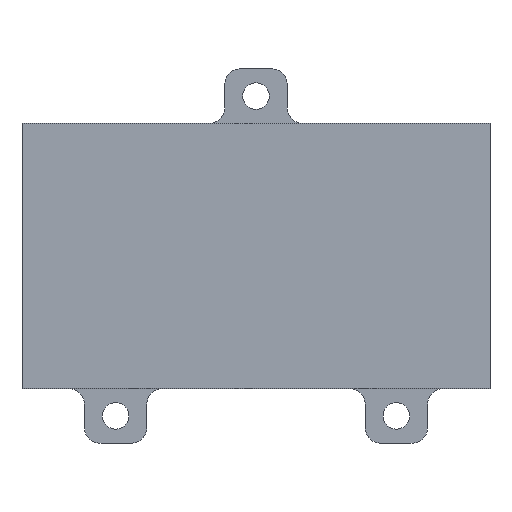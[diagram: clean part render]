
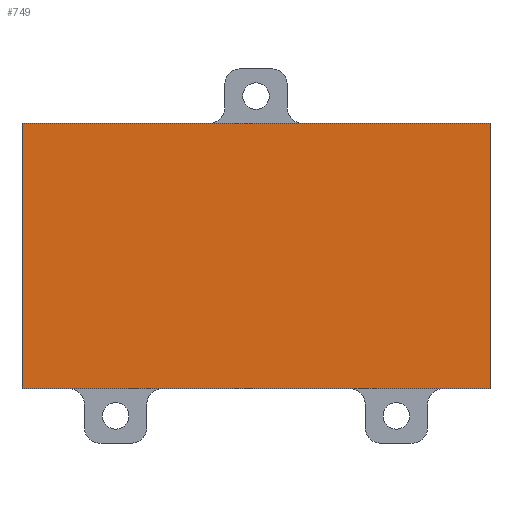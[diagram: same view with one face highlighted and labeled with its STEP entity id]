
A CAD part, top view. The second image highlights one B-rep face of the part: STEP entity #749.
In plain terms, the highlighted planar face has unit normal (0, 0, 1).
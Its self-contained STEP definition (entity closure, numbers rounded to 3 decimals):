
#332 = CARTESIAN_POINT ( 'NONE',  ( 37.235, -21.647, 25.5 ) ) ;
#479 = DIRECTION ( 'NONE',  ( 0., -1., 0. ) ) ;
#485 = LINE ( 'NONE', #332, #2539 ) ;
#547 = EDGE_CURVE ( 'NONE', #1345, #2562, #2205, .T. ) ;
#648 = CARTESIAN_POINT ( 'NONE',  ( 37.235, -21.647, 25.5 ) ) ;
#712 = ORIENTED_EDGE ( 'NONE', *, *, #1639, .T. ) ;
#744 = LINE ( 'NONE', #1870, #2002 ) ;
#749 = ADVANCED_FACE ( 'NONE', ( #1725 ), #1124, .T. ) ;
#807 = CARTESIAN_POINT ( 'NONE',  ( 37.235, 12.353, 25.5 ) ) ;
#811 = CARTESIAN_POINT ( 'NONE',  ( -22.765, -21.647, 25.5 ) ) ;
#818 = VECTOR ( 'NONE', #479, 1000. ) ;
#823 = DIRECTION ( 'NONE',  ( -1., 0., 0. ) ) ;
#846 = DIRECTION ( 'NONE',  ( 0., 1., 0. ) ) ;
#903 = DIRECTION ( 'NONE',  ( 1., 0., 0. ) ) ;
#1058 = EDGE_LOOP ( 'NONE', ( #1930, #712, #2624, #2617 ) ) ;
#1124 = PLANE ( 'NONE',  #1394 ) ;
#1213 = LINE ( 'NONE', #2489, #2320 ) ;
#1285 = VERTEX_POINT ( 'NONE', #807 ) ;
#1322 = CARTESIAN_POINT ( 'NONE',  ( 0., 0., 25.5 ) ) ;
#1345 = VERTEX_POINT ( 'NONE', #2292 ) ;
#1394 = AXIS2_PLACEMENT_3D ( 'NONE', #1322, #2372, #2553 ) ;
#1639 = EDGE_CURVE ( 'NONE', #2562, #2231, #485, .T. ) ;
#1725 = FACE_OUTER_BOUND ( 'NONE', #1058, .T. ) ;
#1870 = CARTESIAN_POINT ( 'NONE',  ( -22.765, 12.353, 25.5 ) ) ;
#1930 = ORIENTED_EDGE ( 'NONE', *, *, #547, .T. ) ;
#2002 = VECTOR ( 'NONE', #823, 1000. ) ;
#2171 = EDGE_CURVE ( 'NONE', #1285, #1345, #744, .T. ) ;
#2205 = LINE ( 'NONE', #2515, #818 ) ;
#2231 = VERTEX_POINT ( 'NONE', #648 ) ;
#2238 = EDGE_CURVE ( 'NONE', #2231, #1285, #1213, .T. ) ;
#2292 = CARTESIAN_POINT ( 'NONE',  ( -22.765, 12.353, 25.5 ) ) ;
#2320 = VECTOR ( 'NONE', #846, 1000. ) ;
#2372 = DIRECTION ( 'NONE',  ( 0., 0., 1. ) ) ;
#2489 = CARTESIAN_POINT ( 'NONE',  ( 37.235, -21.647, 25.5 ) ) ;
#2515 = CARTESIAN_POINT ( 'NONE',  ( -22.765, 12.353, 25.5 ) ) ;
#2539 = VECTOR ( 'NONE', #903, 1000. ) ;
#2553 = DIRECTION ( 'NONE',  ( 1., 0., 0. ) ) ;
#2562 = VERTEX_POINT ( 'NONE', #811 ) ;
#2617 = ORIENTED_EDGE ( 'NONE', *, *, #2171, .T. ) ;
#2624 = ORIENTED_EDGE ( 'NONE', *, *, #2238, .T. ) ;
